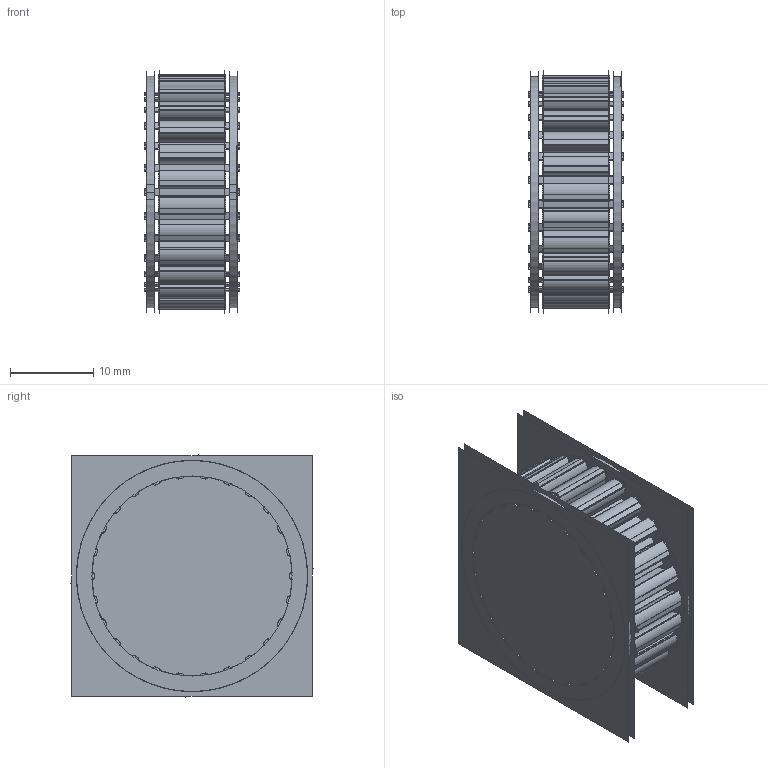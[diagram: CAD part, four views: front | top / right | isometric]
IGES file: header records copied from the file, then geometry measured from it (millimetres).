
Start section:  PTC IGES file: fe428m.igs
Global section: file name: fe428m.igs; native system: Creo Parametric by Parametric Technology Corporation; preprocessor: 2013150; author: sales 4; organization: Unknown; date: 20140324.141535; units: millimetre
Bounding box: 11.44 x 29.13 x 29.15 mm (x, y, z)
Volume: 1713.1 mm3; surface area: 35792.1 mm2
Topology: 27 solids, 27 shells, 2324 faces, 12286 edges, 15496 vertices
Faces by surface type: bspline 1276, revolution 1048
